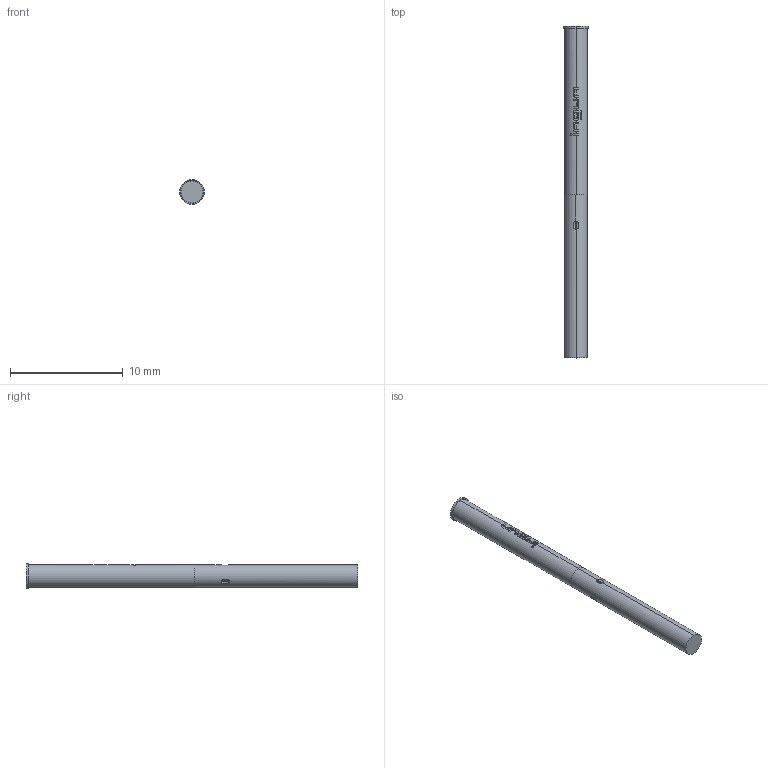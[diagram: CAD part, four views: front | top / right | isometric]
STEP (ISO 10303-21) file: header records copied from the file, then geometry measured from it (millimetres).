
FILE_DESCRIPTION (( 'STEP AP203' ), '1' );
FILE_NAME ('INGUN_KS-215_M1.6.STEP', '2024-01-08T11:02:51', ( '' ), ( '' ), 'SwSTEP 2.0', 'SolidWorks 2021', '' );
FILE_SCHEMA (( 'CONFIG_CONTROL_DESIGN' ));
Length unit declared in the file: millimetre
Products named in the file (1): INGUN_KS-215_M1.6
Bounding box: 2.2 x 29.5 x 2.2 mm (x, y, z)
Volume: 91.8 mm3; surface area: 192.5 mm2
Topology: 1 solids, 1 shells, 107 faces, 300 edges, 200 vertices
Faces by surface type: plane 44, bspline 34, cylinder 29
Entity records: 5235 total; most frequent: CARTESIAN_POINT 2664, ORIENTED_EDGE 600, DIRECTION 410, EDGE_CURVE 300, VERTEX_POINT 200, AXIS2_PLACEMENT_3D 162, B_SPLINE_CURVE_WITH_KNOTS 126, EDGE_LOOP 112
